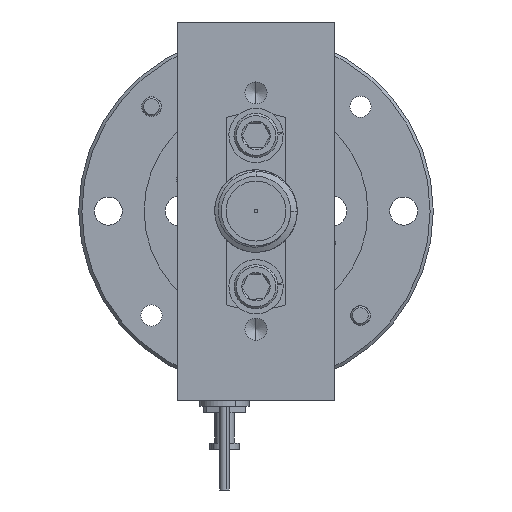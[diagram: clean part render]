
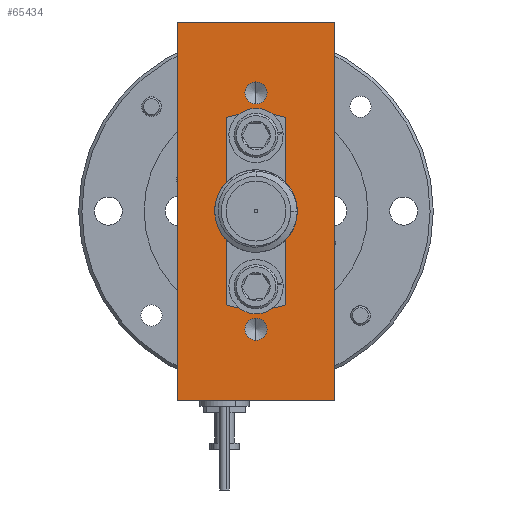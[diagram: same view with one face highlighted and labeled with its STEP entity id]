
A CAD part, left-side view. The second image highlights one B-rep face of the part: STEP entity #65434.
In plain terms, the highlighted planar face has unit normal (-1, 0, 0).
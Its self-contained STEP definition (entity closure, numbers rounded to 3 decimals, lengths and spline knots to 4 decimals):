
#649 = LINE ( 'NONE', #35773, #61469 ) ;
#1481 = CIRCLE ( 'NONE', #17606, 0.035 ) ;
#1569 = CIRCLE ( 'NONE', #45510, 0.035 ) ;
#2181 = VERTEX_POINT ( 'NONE', #16150 ) ;
#2606 = VERTEX_POINT ( 'NONE', #54982 ) ;
#2995 = DIRECTION ( 'NONE',  ( 0., 0., 1. ) ) ;
#5707 = EDGE_LOOP ( 'NONE', ( #63132, #46535 ) ) ;
#6689 = EDGE_LOOP ( 'NONE', ( #45727, #43787, #61226, #63998 ) ) ;
#6999 = AXIS2_PLACEMENT_3D ( 'NONE', #7304, #12989, #60877 ) ;
#7105 = DIRECTION ( 'NONE',  ( 0., 0., 1. ) ) ;
#7304 = CARTESIAN_POINT ( 'NONE',  ( -0.6, 0.25, 0. ) ) ;
#7855 = ORIENTED_EDGE ( 'NONE', *, *, #57011, .F. ) ;
#8155 = FACE_OUTER_BOUND ( 'NONE', #6689, .T. ) ;
#9719 = VERTEX_POINT ( 'NONE', #48252 ) ;
#11807 = EDGE_CURVE ( 'NONE', #45739, #45392, #64830, .T. ) ;
#12989 = DIRECTION ( 'NONE',  ( -1., 0., 0. ) ) ;
#13458 = CARTESIAN_POINT ( 'NONE',  ( -0.6, 0.25, -0.34 ) ) ;
#14331 = EDGE_CURVE ( 'NONE', #35120, #9719, #48613, .T. ) ;
#14491 = CARTESIAN_POINT ( 'NONE',  ( -0.6, 0.25, -0.375 ) ) ;
#14515 = VERTEX_POINT ( 'NONE', #16459 ) ;
#14837 = DIRECTION ( 'NONE',  ( 0., 0., 1. ) ) ;
#16124 = ORIENTED_EDGE ( 'NONE', *, *, #61295, .F. ) ;
#16150 = CARTESIAN_POINT ( 'NONE',  ( -0.6, 0.25, 0.275 ) ) ;
#16459 = CARTESIAN_POINT ( 'NONE',  ( -0.6, 0., -0.6 ) ) ;
#16577 = FACE_BOUND ( 'NONE', #38645, .T. ) ;
#17297 = CARTESIAN_POINT ( 'NONE',  ( -0.6, 0.5, -0.6 ) ) ;
#17480 = CARTESIAN_POINT ( 'NONE',  ( -0.6, 0.25, 0.41 ) ) ;
#17606 = AXIS2_PLACEMENT_3D ( 'NONE', #14491, #47026, #62816 ) ;
#18354 = AXIS2_PLACEMENT_3D ( 'NONE', #43718, #59083, #32188 ) ;
#19682 = DIRECTION ( 'NONE',  ( -1., 0., 0. ) ) ;
#20252 = CARTESIAN_POINT ( 'NONE',  ( -0.6, 0.25, 0.205 ) ) ;
#21600 = CARTESIAN_POINT ( 'NONE',  ( -0.6, 0.25, -0.24 ) ) ;
#22413 = FACE_BOUND ( 'NONE', #41438, .T. ) ;
#23896 = CARTESIAN_POINT ( 'NONE',  ( -0.6, 0.25, 0.34 ) ) ;
#26976 = EDGE_CURVE ( 'NONE', #2181, #69640, #67478, .T. ) ;
#27393 = PLANE ( 'NONE',  #18354 ) ;
#28250 = EDGE_CURVE ( 'NONE', #58590, #29360, #1569, .T. ) ;
#28629 = CIRCLE ( 'NONE', #61782, 0.035 ) ;
#29329 = DIRECTION ( 'NONE',  ( 0., -1., 0. ) ) ;
#29360 = VERTEX_POINT ( 'NONE', #49921 ) ;
#30107 = AXIS2_PLACEMENT_3D ( 'NONE', #62633, #19682, #35734 ) ;
#31167 = LINE ( 'NONE', #39679, #43792 ) ;
#31443 = DIRECTION ( 'NONE',  ( -1., 0., 0. ) ) ;
#31771 = EDGE_CURVE ( 'NONE', #41378, #42730, #34818, .T. ) ;
#32188 = DIRECTION ( 'NONE',  ( 0., 0., -1. ) ) ;
#32307 = ORIENTED_EDGE ( 'NONE', *, *, #26976, .F. ) ;
#32500 = DIRECTION ( 'NONE',  ( 0., 0., 1. ) ) ;
#32644 = CIRCLE ( 'NONE', #35431, 0.035 ) ;
#34111 = EDGE_CURVE ( 'NONE', #54655, #2606, #67649, .T. ) ;
#34213 = AXIS2_PLACEMENT_3D ( 'NONE', #39715, #39470, #7105 ) ;
#34818 = LINE ( 'NONE', #50585, #43313 ) ;
#35120 = VERTEX_POINT ( 'NONE', #13458 ) ;
#35431 = AXIS2_PLACEMENT_3D ( 'NONE', #21600, #60086, #32500 ) ;
#35734 = DIRECTION ( 'NONE',  ( 0., 0., 1. ) ) ;
#35745 = CARTESIAN_POINT ( 'NONE',  ( -0.6, 0.25, -0.039 ) ) ;
#35773 = CARTESIAN_POINT ( 'NONE',  ( -0.6, 0., 0.6 ) ) ;
#36429 = DIRECTION ( 'NONE',  ( 0., 0., 1. ) ) ;
#36448 = EDGE_CURVE ( 'NONE', #45249, #14515, #51451, .T. ) ;
#36898 = FACE_BOUND ( 'NONE', #40870, .T. ) ;
#37124 = AXIS2_PLACEMENT_3D ( 'NONE', #41514, #68552, #52084 ) ;
#38645 = EDGE_LOOP ( 'NONE', ( #16124, #59956 ) ) ;
#39470 = DIRECTION ( 'NONE',  ( -1., 0., 0. ) ) ;
#39679 = CARTESIAN_POINT ( 'NONE',  ( -0.6, 0.5, 0.6 ) ) ;
#39715 = CARTESIAN_POINT ( 'NONE',  ( -0.6, 0.25, -0.375 ) ) ;
#40331 = CARTESIAN_POINT ( 'NONE',  ( -0.6, 0.25, -0.24 ) ) ;
#40870 = EDGE_LOOP ( 'NONE', ( #59316, #7855 ) ) ;
#41378 = VERTEX_POINT ( 'NONE', #48080 ) ;
#41438 = EDGE_LOOP ( 'NONE', ( #54153, #48530 ) ) ;
#41514 = CARTESIAN_POINT ( 'NONE',  ( -0.6, 0.25, 0. ) ) ;
#42382 = CARTESIAN_POINT ( 'NONE',  ( -0.6, 0.25, 0.375 ) ) ;
#42730 = VERTEX_POINT ( 'NONE', #50937 ) ;
#43313 = VECTOR ( 'NONE', #29329, 39.3701 ) ;
#43718 = CARTESIAN_POINT ( 'NONE',  ( -0.6, 0.5, 0.6 ) ) ;
#43787 = ORIENTED_EDGE ( 'NONE', *, *, #31771, .F. ) ;
#43792 = VECTOR ( 'NONE', #66712, 39.3701 ) ;
#43955 = EDGE_CURVE ( 'NONE', #45392, #45739, #62439, .T. ) ;
#44265 = EDGE_CURVE ( 'NONE', #45249, #41378, #31167, .T. ) ;
#44733 = DIRECTION ( 'NONE',  ( 0., -1., 0. ) ) ;
#45249 = VERTEX_POINT ( 'NONE', #17297 ) ;
#45390 = CARTESIAN_POINT ( 'NONE',  ( -0.6, 0.25, -0.275 ) ) ;
#45392 = VERTEX_POINT ( 'NONE', #23896 ) ;
#45510 = AXIS2_PLACEMENT_3D ( 'NONE', #40331, #51137, #45512 ) ;
#45512 = DIRECTION ( 'NONE',  ( 0., 0., 1. ) ) ;
#45727 = ORIENTED_EDGE ( 'NONE', *, *, #56600, .T. ) ;
#45739 = VERTEX_POINT ( 'NONE', #17480 ) ;
#46535 = ORIENTED_EDGE ( 'NONE', *, *, #43955, .F. ) ;
#47026 = DIRECTION ( 'NONE',  ( -1., 0., 0. ) ) ;
#47221 = CIRCLE ( 'NONE', #37124, 0.039 ) ;
#47753 = DIRECTION ( 'NONE',  ( 0., 0., 1. ) ) ;
#47921 = EDGE_LOOP ( 'NONE', ( #32307, #51851 ) ) ;
#48080 = CARTESIAN_POINT ( 'NONE',  ( -0.6, 0.5, 0.6 ) ) ;
#48252 = CARTESIAN_POINT ( 'NONE',  ( -0.6, 0.25, -0.41 ) ) ;
#48530 = ORIENTED_EDGE ( 'NONE', *, *, #34111, .F. ) ;
#48613 = CIRCLE ( 'NONE', #34213, 0.035 ) ;
#49884 = CARTESIAN_POINT ( 'NONE',  ( -0.6, 0.5, -0.6 ) ) ;
#49921 = CARTESIAN_POINT ( 'NONE',  ( -0.6, 0.25, -0.205 ) ) ;
#50585 = CARTESIAN_POINT ( 'NONE',  ( -0.6, 0.5, 0.6 ) ) ;
#50937 = CARTESIAN_POINT ( 'NONE',  ( -0.6, 0., 0.6 ) ) ;
#51137 = DIRECTION ( 'NONE',  ( -1., 0., 0. ) ) ;
#51451 = LINE ( 'NONE', #49884, #66543 ) ;
#51851 = ORIENTED_EDGE ( 'NONE', *, *, #52394, .F. ) ;
#52084 = DIRECTION ( 'NONE',  ( 0., 0., 1. ) ) ;
#52218 = CARTESIAN_POINT ( 'NONE',  ( -0.6, 0.25, 0.375 ) ) ;
#52394 = EDGE_CURVE ( 'NONE', #69640, #2181, #28629, .T. ) ;
#53498 = CARTESIAN_POINT ( 'NONE',  ( -0.6, 0.25, 0.24 ) ) ;
#54153 = ORIENTED_EDGE ( 'NONE', *, *, #55956, .F. ) ;
#54655 = VERTEX_POINT ( 'NONE', #35745 ) ;
#54982 = CARTESIAN_POINT ( 'NONE',  ( -0.6, 0.25, 0.039 ) ) ;
#55956 = EDGE_CURVE ( 'NONE', #2606, #54655, #47221, .T. ) ;
#56600 = EDGE_CURVE ( 'NONE', #14515, #42730, #649, .T. ) ;
#57011 = EDGE_CURVE ( 'NONE', #9719, #35120, #1481, .T. ) ;
#58590 = VERTEX_POINT ( 'NONE', #45390 ) ;
#59083 = DIRECTION ( 'NONE',  ( 1., 0., 0. ) ) ;
#59316 = ORIENTED_EDGE ( 'NONE', *, *, #14331, .F. ) ;
#59956 = ORIENTED_EDGE ( 'NONE', *, *, #28250, .F. ) ;
#60086 = DIRECTION ( 'NONE',  ( -1., 0., 0. ) ) ;
#60877 = DIRECTION ( 'NONE',  ( 0., 0., 1. ) ) ;
#61226 = ORIENTED_EDGE ( 'NONE', *, *, #44265, .F. ) ;
#61295 = EDGE_CURVE ( 'NONE', #29360, #58590, #32644, .T. ) ;
#61360 = FACE_BOUND ( 'NONE', #5707, .T. ) ;
#61469 = VECTOR ( 'NONE', #2995, 39.3701 ) ;
#61782 = AXIS2_PLACEMENT_3D ( 'NONE', #53498, #68573, #14837 ) ;
#62439 = CIRCLE ( 'NONE', #69676, 0.035 ) ;
#62633 = CARTESIAN_POINT ( 'NONE',  ( -0.6, 0.25, 0.24 ) ) ;
#62816 = DIRECTION ( 'NONE',  ( 0., 0., 1. ) ) ;
#63132 = ORIENTED_EDGE ( 'NONE', *, *, #11807, .F. ) ;
#63998 = ORIENTED_EDGE ( 'NONE', *, *, #36448, .T. ) ;
#64830 = CIRCLE ( 'NONE', #66211, 0.035 ) ;
#65434 = ADVANCED_FACE ( 'NONE', ( #16577, #65485, #36898, #61360, #22413, #8155 ), #27393, .F. ) ;
#65485 = FACE_BOUND ( 'NONE', #47921, .T. ) ;
#66211 = AXIS2_PLACEMENT_3D ( 'NONE', #42382, #69409, #47753 ) ;
#66543 = VECTOR ( 'NONE', #44733, 39.3701 ) ;
#66712 = DIRECTION ( 'NONE',  ( 0., 0., 1. ) ) ;
#67478 = CIRCLE ( 'NONE', #30107, 0.035 ) ;
#67649 = CIRCLE ( 'NONE', #6999, 0.039 ) ;
#68552 = DIRECTION ( 'NONE',  ( -1., 0., 0. ) ) ;
#68573 = DIRECTION ( 'NONE',  ( -1., 0., 0. ) ) ;
#69409 = DIRECTION ( 'NONE',  ( -1., 0., 0. ) ) ;
#69640 = VERTEX_POINT ( 'NONE', #20252 ) ;
#69676 = AXIS2_PLACEMENT_3D ( 'NONE', #52218, #31443, #36429 ) ;
